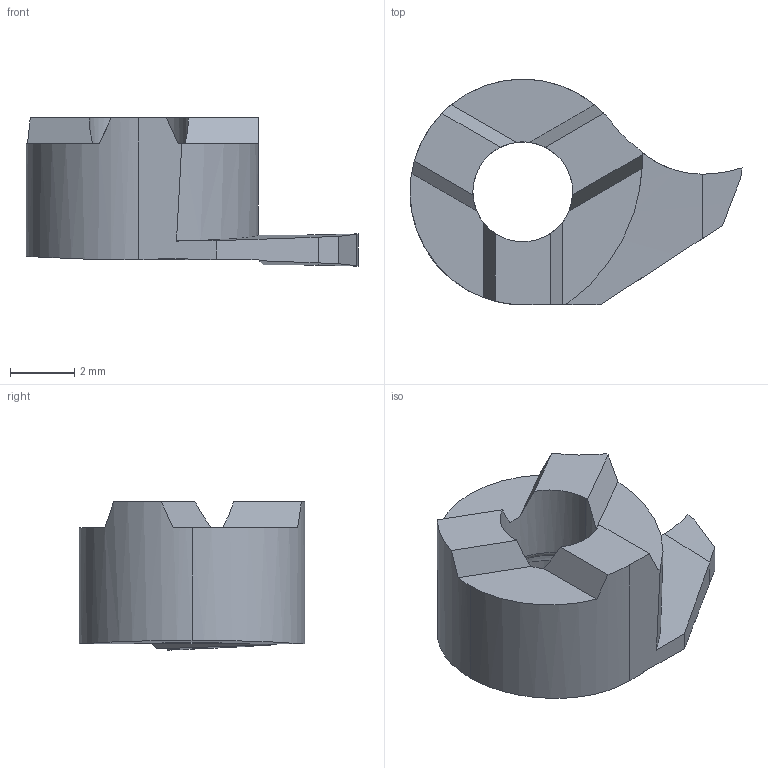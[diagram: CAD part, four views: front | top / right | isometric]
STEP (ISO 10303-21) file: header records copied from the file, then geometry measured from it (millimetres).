
FILE_DESCRIPTION(/* description */ (''),/* implementation_level */ '2;1');
FILE_NAME(/* name */ '1637848300520.stp',/* time_stamp */ '2021-11-25T19:21:56+06:00',/* author */ (''),/* organization */ ('SMS'),/* preprocessor_version */ 'ST-DEVELOPER v16.7',/* originating_system */ 'SIEMENS PLM Software NX 12.0',/* authorisation */ '');
FILE_SCHEMA (('AUTOMOTIVE_DESIGN { 1 0 10303 214 3 1 1 1 }'));
Length unit declared in the file: millimetre
Products named in the file (1): 203807253mod000_00
Bounding box: 10.3 x 7 x 4.6 mm (x, y, z)
Volume: 117.8 mm3; surface area: 225.8 mm2
Topology: 2 solids, 2 shells, 42 faces, 115 edges, 78 vertices
Faces by surface type: plane 22, cylinder 9, bspline 7, torus 2, cone 2
Entity records: 1533 total; most frequent: CARTESIAN_POINT 496, ORIENTED_EDGE 228, DIRECTION 180, EDGE_CURVE 114, VERTEX_POINT 74, AXIS2_PLACEMENT_3D 70, ADVANCED_FACE 42, FACE_OUTER_BOUND 42
